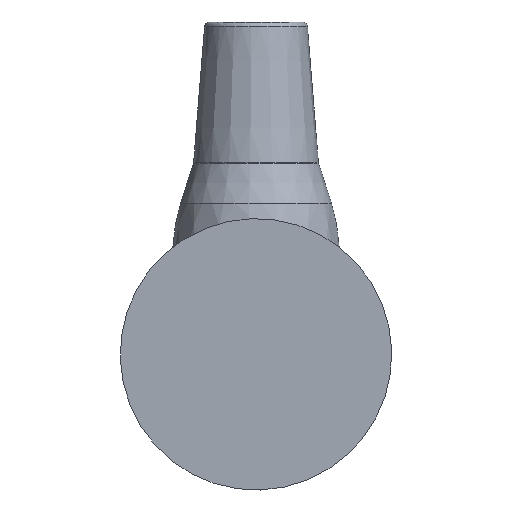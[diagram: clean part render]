
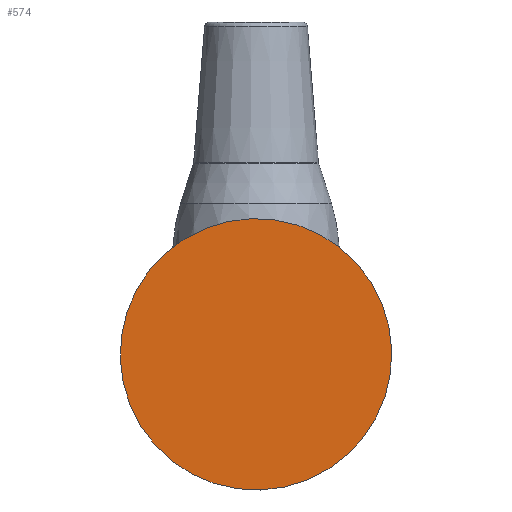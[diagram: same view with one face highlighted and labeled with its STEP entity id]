
A CAD part, front view. The second image highlights one B-rep face of the part: STEP entity #574.
In plain terms, the highlighted planar face has unit normal (0, -1, 0).
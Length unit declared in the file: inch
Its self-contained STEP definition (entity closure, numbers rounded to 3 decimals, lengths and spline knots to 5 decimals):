
#41=PLANE('',#639);
#144=FACE_OUTER_BOUND('',#194,.T.);
#194=EDGE_LOOP('',(#449));
#233=CIRCLE('',#638,1.);
#282=VERTEX_POINT('',#945);
#344=EDGE_CURVE('',#282,#282,#233,.T.);
#449=ORIENTED_EDGE('',*,*,#344,.T.);
#574=ADVANCED_FACE('',(#144),#41,.T.);
#638=AXIS2_PLACEMENT_3D('',#946,#778,#779);
#639=AXIS2_PLACEMENT_3D('',#947,#780,#781);
#778=DIRECTION('center_axis',(0.,-1.,0.));
#779=DIRECTION('ref_axis',(0.669,0.,-0.743));
#780=DIRECTION('center_axis',(0.,-1.,0.));
#781=DIRECTION('ref_axis',(0.669,0.,-0.743));
#945=CARTESIAN_POINT('',(0.66939,-5.44625,-0.74291));
#946=CARTESIAN_POINT('Origin',(0.,-5.44625,0.));
#947=CARTESIAN_POINT('Origin',(0.60245,-5.44625,-0.66862));
